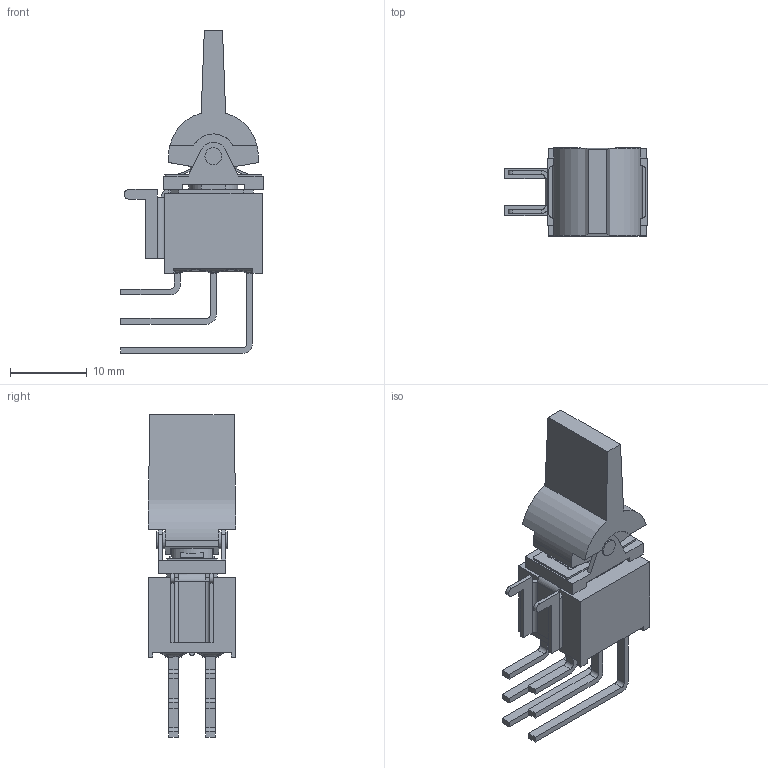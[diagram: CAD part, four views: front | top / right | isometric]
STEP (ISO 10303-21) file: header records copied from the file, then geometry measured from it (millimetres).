
FILE_DESCRIPTION(/* description */ (''),/* implementation_level */ '2;1');
FILE_NAME(/* name */ '300AWDPxJ6xxxM7xE.stp',/* time_stamp */ '2025-05-13T15:57:41-05:00',/* author */ ('mroman'),/* organization */ (''),/* preprocessor_version */ 'ST-DEVELOPER v18.1',/* originating_system */ 'Autodesk Inventor 2022',/* authorisation */ '');
FILE_SCHEMA (('AUTOMOTIVE_DESIGN { 1 0 10303 214 3 1 1 }'));
Length unit declared in the file: inch
Products named in the file (1): 300AWDPxJ6xxxM7xE
Bounding box: 18.57 x 11.44 x 42.02 mm (x, y, z)
Volume: 2509.6 mm3; surface area: 3069.3 mm2
Topology: 1 solids, 1 shells, 332 faces, 932 edges, 612 vertices
Faces by surface type: plane 230, cylinder 80, bspline 20, torus 2
Full cylindrical faces by diameter (mm): 2.2 x4
Entity records: 11908 total; most frequent: CARTESIAN_POINT 3412, ORIENTED_EDGE 1864, DIRECTION 1614, EDGE_CURVE 932, LINE 648, VECTOR 648, VERTEX_POINT 612, AXIS2_PLACEMENT_3D 483
